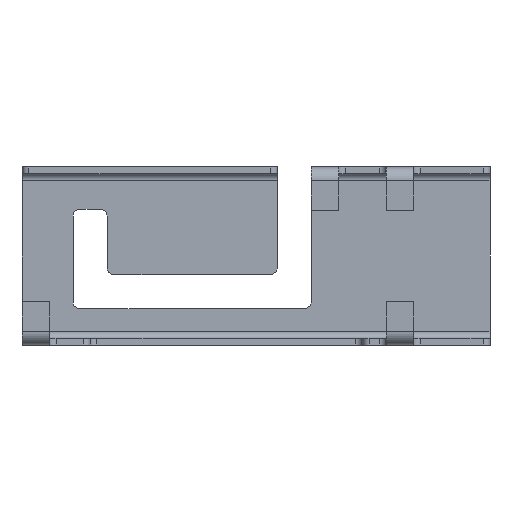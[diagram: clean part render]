
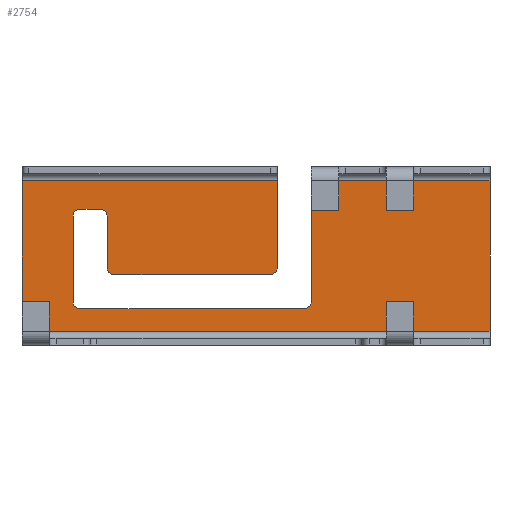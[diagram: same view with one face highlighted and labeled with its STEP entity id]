
A CAD part, front view. The second image highlights one B-rep face of the part: STEP entity #2754.
In plain terms, the highlighted planar face has unit normal (0, -1, 0).
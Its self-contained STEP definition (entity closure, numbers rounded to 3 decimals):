
#71 = ORIENTED_EDGE ( 'NONE', *, *, #1015, .F. ) ;
#73 = DIRECTION ( 'NONE',  ( 0., 0., -1. ) ) ;
#74 = DIRECTION ( 'NONE',  ( -1., 0., 0. ) ) ;
#81 = ORIENTED_EDGE ( 'NONE', *, *, #137, .F. ) ;
#89 = LINE ( 'NONE', #2310, #2240 ) ;
#92 = CARTESIAN_POINT ( 'NONE',  ( 1.425, -0.2, -1.345 ) ) ;
#126 = EDGE_CURVE ( 'NONE', #1115, #2048, #2411, .T. ) ;
#137 = EDGE_CURVE ( 'NONE', #1815, #475, #89, .T. ) ;
#159 = CARTESIAN_POINT ( 'NONE',  ( -5.375, -0.2, 1.175 ) ) ;
#185 = AXIS2_PLACEMENT_3D ( 'NONE', #572, #1982, #73 ) ;
#213 = VERTEX_POINT ( 'NONE', #1306 ) ;
#215 = ORIENTED_EDGE ( 'NONE', *, *, #2387, .F. ) ;
#233 = ORIENTED_EDGE ( 'NONE', *, *, #2489, .F. ) ;
#245 = VECTOR ( 'NONE', #3030, 1000. ) ;
#342 = CARTESIAN_POINT ( 'NONE',  ( 1.625, -0.2, 2.215 ) ) ;
#364 = CARTESIAN_POINT ( 'NONE',  ( -5.175, -0.2, -1.345 ) ) ;
#369 = ORIENTED_EDGE ( 'NONE', *, *, #1700, .F. ) ;
#379 = LINE ( 'NONE', #2170, #828 ) ;
#391 = VERTEX_POINT ( 'NONE', #2093 ) ;
#402 = FACE_OUTER_BOUND ( 'NONE', #1629, .T. ) ;
#469 = ORIENTED_EDGE ( 'NONE', *, *, #791, .F. ) ;
#475 = VERTEX_POINT ( 'NONE', #1024 ) ;
#483 = LINE ( 'NONE', #1215, #2880 ) ;
#539 = CARTESIAN_POINT ( 'NONE',  ( -6.875, -0.2, 2.215 ) ) ;
#547 = CIRCLE ( 'NONE', #1026, 0.2 ) ;
#559 = DIRECTION ( 'NONE',  ( 0., 0., -1. ) ) ;
#572 = CARTESIAN_POINT ( 'NONE',  ( -4.575, -0.2, 1.175 ) ) ;
#592 = EDGE_CURVE ( 'NONE', #1479, #2750, #483, .T. ) ;
#642 = DIRECTION ( 'NONE',  ( -1., 0., 0. ) ) ;
#663 = ORIENTED_EDGE ( 'NONE', *, *, #592, .F. ) ;
#672 = LINE ( 'NONE', #818, #2842 ) ;
#679 = CARTESIAN_POINT ( 'NONE',  ( -5.175, -0.2, 1.375 ) ) ;
#680 = VECTOR ( 'NONE', #642, 1000. ) ;
#691 = CIRCLE ( 'NONE', #1638, 0.2 ) ;
#696 = DIRECTION ( 'NONE',  ( 0., 1., 0. ) ) ;
#755 = CARTESIAN_POINT ( 'NONE',  ( -5.375, -0.2, -1.345 ) ) ;
#758 = CARTESIAN_POINT ( 'NONE',  ( -4.375, -0.2, 1.175 ) ) ;
#770 = CARTESIAN_POINT ( 'NONE',  ( 1.625, -0.2, -1.345 ) ) ;
#772 = VECTOR ( 'NONE', #1786, 1000. ) ;
#791 = EDGE_CURVE ( 'NONE', #1267, #2773, #1966, .T. ) ;
#818 = CARTESIAN_POINT ( 'NONE',  ( -4.375, -0.2, -0.345 ) ) ;
#828 = VECTOR ( 'NONE', #1008, 1000. ) ;
#916 = CARTESIAN_POINT ( 'NONE',  ( 0.625, -0.2, 2.215 ) ) ;
#941 = VECTOR ( 'NONE', #1765, 1000. ) ;
#989 = CARTESIAN_POINT ( 'NONE',  ( 1.625, -0.2, -1.345 ) ) ;
#1003 = VERTEX_POINT ( 'NONE', #770 ) ;
#1008 = DIRECTION ( 'NONE',  ( 0., 0., 1. ) ) ;
#1015 = EDGE_CURVE ( 'NONE', #475, #1267, #379, .T. ) ;
#1024 = CARTESIAN_POINT ( 'NONE',  ( -6.875, -0.2, -2.215 ) ) ;
#1026 = AXIS2_PLACEMENT_3D ( 'NONE', #364, #1307, #2983 ) ;
#1092 = VERTEX_POINT ( 'NONE', #755 ) ;
#1103 = EDGE_CURVE ( 'NONE', #1003, #2180, #2077, .T. ) ;
#1115 = VERTEX_POINT ( 'NONE', #1926 ) ;
#1116 = CIRCLE ( 'NONE', #1537, 0.2 ) ;
#1149 = CARTESIAN_POINT ( 'NONE',  ( 0.625, -0.2, 2.615 ) ) ;
#1178 = ORIENTED_EDGE ( 'NONE', *, *, #2924, .F. ) ;
#1187 = EDGE_CURVE ( 'NONE', #2750, #1505, #1527, .T. ) ;
#1215 = CARTESIAN_POINT ( 'NONE',  ( -4.575, -0.2, 1.375 ) ) ;
#1216 = AXIS2_PLACEMENT_3D ( 'NONE', #2553, #696, #2096 ) ;
#1234 = DIRECTION ( 'NONE',  ( 0., 0., 1. ) ) ;
#1265 = LINE ( 'NONE', #1543, #772 ) ;
#1267 = VERTEX_POINT ( 'NONE', #1893 ) ;
#1306 = CARTESIAN_POINT ( 'NONE',  ( -4.375, -0.2, -0.345 ) ) ;
#1307 = DIRECTION ( 'NONE',  ( 0., -1., 0. ) ) ;
#1361 = VERTEX_POINT ( 'NONE', #1646 ) ;
#1366 = VERTEX_POINT ( 'NONE', #2820 ) ;
#1373 = VECTOR ( 'NONE', #2776, 1000. ) ;
#1430 = LINE ( 'NONE', #342, #3058 ) ;
#1433 = LINE ( 'NONE', #1149, #245 ) ;
#1477 = CARTESIAN_POINT ( 'NONE',  ( 1.625, -0.2, 2.215 ) ) ;
#1479 = VERTEX_POINT ( 'NONE', #2499 ) ;
#1505 = VERTEX_POINT ( 'NONE', #159 ) ;
#1527 = CIRCLE ( 'NONE', #1576, 0.2 ) ;
#1537 = AXIS2_PLACEMENT_3D ( 'NONE', #2220, #2901, #1718 ) ;
#1543 = CARTESIAN_POINT ( 'NONE',  ( -5.175, -0.2, -1.545 ) ) ;
#1565 = DIRECTION ( 'NONE',  ( 0., 1., 0. ) ) ;
#1576 = AXIS2_PLACEMENT_3D ( 'NONE', #1726, #2664, #2192 ) ;
#1595 = ORIENTED_EDGE ( 'NONE', *, *, #2562, .F. ) ;
#1629 = EDGE_LOOP ( 'NONE', ( #81, #215, #2177, #2336, #1178, #2469, #2166, #1751, #1674, #663, #2835, #369, #1752, #2826, #233, #1595, #469, #71 ) ) ;
#1638 = AXIS2_PLACEMENT_3D ( 'NONE', #92, #2669, #2417 ) ;
#1646 = CARTESIAN_POINT ( 'NONE',  ( 1.425, -0.2, -1.545 ) ) ;
#1674 = ORIENTED_EDGE ( 'NONE', *, *, #1187, .F. ) ;
#1691 = AXIS2_PLACEMENT_3D ( 'NONE', #2486, #1565, #2968 ) ;
#1700 = EDGE_CURVE ( 'NONE', #213, #2918, #672, .T. ) ;
#1718 = DIRECTION ( 'NONE',  ( 0., 0., 1. ) ) ;
#1726 = CARTESIAN_POINT ( 'NONE',  ( -5.175, -0.2, 1.175 ) ) ;
#1737 = DIRECTION ( 'NONE',  ( 1., 0., 0. ) ) ;
#1751 = ORIENTED_EDGE ( 'NONE', *, *, #2090, .F. ) ;
#1752 = ORIENTED_EDGE ( 'NONE', *, *, #2929, .F. ) ;
#1765 = DIRECTION ( 'NONE',  ( 1., 0., 0. ) ) ;
#1786 = DIRECTION ( 'NONE',  ( 1., 0., 0. ) ) ;
#1815 = VERTEX_POINT ( 'NONE', #2015 ) ;
#1893 = CARTESIAN_POINT ( 'NONE',  ( -6.875, -0.2, 2.215 ) ) ;
#1926 = CARTESIAN_POINT ( 'NONE',  ( 0.425, -0.2, -0.545 ) ) ;
#1966 = LINE ( 'NONE', #539, #941 ) ;
#1975 = CARTESIAN_POINT ( 'NONE',  ( -5.375, -0.2, 1.175 ) ) ;
#1982 = DIRECTION ( 'NONE',  ( 0., -1., 0. ) ) ;
#2015 = CARTESIAN_POINT ( 'NONE',  ( 6.875, -0.2, -2.215 ) ) ;
#2019 = LINE ( 'NONE', #1975, #2163 ) ;
#2048 = VERTEX_POINT ( 'NONE', #2217 ) ;
#2069 = CARTESIAN_POINT ( 'NONE',  ( 0.425, -0.2, -0.545 ) ) ;
#2077 = LINE ( 'NONE', #989, #2179 ) ;
#2090 = EDGE_CURVE ( 'NONE', #1505, #1092, #2019, .T. ) ;
#2093 = CARTESIAN_POINT ( 'NONE',  ( 0.625, -0.2, -0.345 ) ) ;
#2096 = DIRECTION ( 'NONE',  ( 0., 0., 1. ) ) ;
#2097 = CIRCLE ( 'NONE', #185, 0.2 ) ;
#2099 = EDGE_CURVE ( 'NONE', #2918, #1479, #2097, .T. ) ;
#2163 = VECTOR ( 'NONE', #559, 1000. ) ;
#2166 = ORIENTED_EDGE ( 'NONE', *, *, #2238, .F. ) ;
#2170 = CARTESIAN_POINT ( 'NONE',  ( -6.875, -0.2, -2.615 ) ) ;
#2177 = ORIENTED_EDGE ( 'NONE', *, *, #3059, .F. ) ;
#2179 = VECTOR ( 'NONE', #1234, 1000. ) ;
#2180 = VERTEX_POINT ( 'NONE', #1477 ) ;
#2192 = DIRECTION ( 'NONE',  ( 0., 0., -1. ) ) ;
#2217 = CARTESIAN_POINT ( 'NONE',  ( -4.175, -0.2, -0.545 ) ) ;
#2220 = CARTESIAN_POINT ( 'NONE',  ( -4.175, -0.2, -0.345 ) ) ;
#2238 = EDGE_CURVE ( 'NONE', #1092, #2685, #547, .T. ) ;
#2240 = VECTOR ( 'NONE', #2526, 1000. ) ;
#2310 = CARTESIAN_POINT ( 'NONE',  ( 6.875, -0.2, -2.215 ) ) ;
#2336 = ORIENTED_EDGE ( 'NONE', *, *, #1103, .F. ) ;
#2342 = CARTESIAN_POINT ( 'NONE',  ( -5.175, -0.2, -1.545 ) ) ;
#2387 = EDGE_CURVE ( 'NONE', #1366, #1815, #2872, .T. ) ;
#2411 = LINE ( 'NONE', #2069, #680 ) ;
#2417 = DIRECTION ( 'NONE',  ( 0., 0., -1. ) ) ;
#2419 = EDGE_CURVE ( 'NONE', #2685, #1361, #1265, .T. ) ;
#2469 = ORIENTED_EDGE ( 'NONE', *, *, #2419, .F. ) ;
#2486 = CARTESIAN_POINT ( 'NONE',  ( 0.425, -0.2, -0.345 ) ) ;
#2489 = EDGE_CURVE ( 'NONE', #391, #1115, #2574, .T. ) ;
#2499 = CARTESIAN_POINT ( 'NONE',  ( -4.575, -0.2, 1.375 ) ) ;
#2526 = DIRECTION ( 'NONE',  ( -1., 0., 0. ) ) ;
#2553 = CARTESIAN_POINT ( 'NONE',  ( 0.425, -0.2, -0.345 ) ) ;
#2561 = PLANE ( 'NONE',  #1216 ) ;
#2562 = EDGE_CURVE ( 'NONE', #2773, #391, #1433, .T. ) ;
#2574 = CIRCLE ( 'NONE', #1691, 0.2 ) ;
#2664 = DIRECTION ( 'NONE',  ( 0., -1., 0. ) ) ;
#2669 = DIRECTION ( 'NONE',  ( 0., -1., 0. ) ) ;
#2685 = VERTEX_POINT ( 'NONE', #2342 ) ;
#2693 = DIRECTION ( 'NONE',  ( 0., 0., 1. ) ) ;
#2750 = VERTEX_POINT ( 'NONE', #679 ) ;
#2754 = ADVANCED_FACE ( 'NONE', ( #402 ), #2561, .F. ) ;
#2773 = VERTEX_POINT ( 'NONE', #916 ) ;
#2776 = DIRECTION ( 'NONE',  ( 0., 0., -1. ) ) ;
#2820 = CARTESIAN_POINT ( 'NONE',  ( 6.875, -0.2, 2.215 ) ) ;
#2826 = ORIENTED_EDGE ( 'NONE', *, *, #126, .F. ) ;
#2835 = ORIENTED_EDGE ( 'NONE', *, *, #2099, .F. ) ;
#2842 = VECTOR ( 'NONE', #2693, 1000. ) ;
#2872 = LINE ( 'NONE', #3008, #1373 ) ;
#2880 = VECTOR ( 'NONE', #74, 1000. ) ;
#2901 = DIRECTION ( 'NONE',  ( 0., 1., 0. ) ) ;
#2918 = VERTEX_POINT ( 'NONE', #758 ) ;
#2924 = EDGE_CURVE ( 'NONE', #1361, #1003, #691, .T. ) ;
#2929 = EDGE_CURVE ( 'NONE', #2048, #213, #1116, .T. ) ;
#2968 = DIRECTION ( 'NONE',  ( 0., 0., 1. ) ) ;
#2983 = DIRECTION ( 'NONE',  ( 0., 0., -1. ) ) ;
#3008 = CARTESIAN_POINT ( 'NONE',  ( 6.875, -0.2, 2.615 ) ) ;
#3030 = DIRECTION ( 'NONE',  ( 0., 0., -1. ) ) ;
#3058 = VECTOR ( 'NONE', #1737, 1000. ) ;
#3059 = EDGE_CURVE ( 'NONE', #2180, #1366, #1430, .T. ) ;
